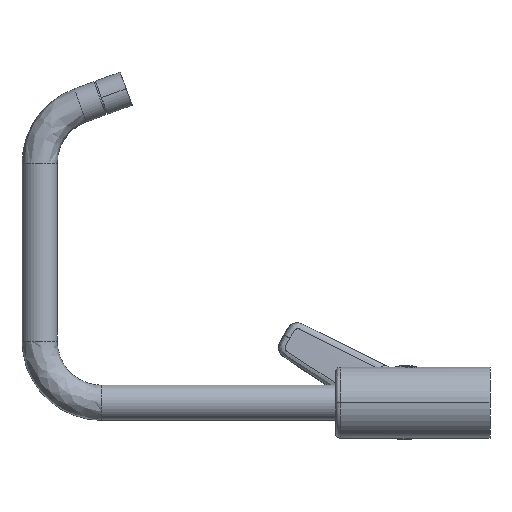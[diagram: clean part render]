
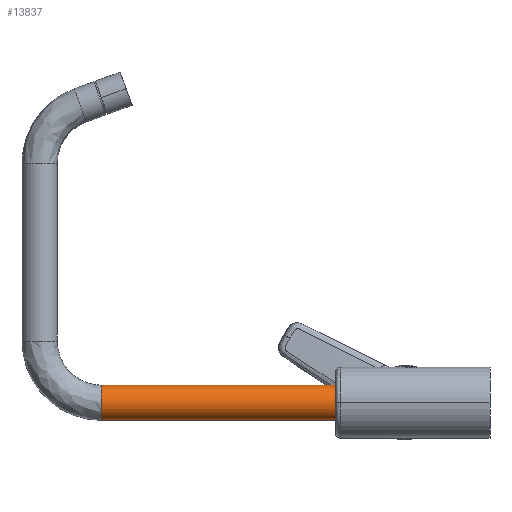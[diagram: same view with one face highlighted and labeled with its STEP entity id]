
A CAD part, left-side view. The second image highlights one B-rep face of the part: STEP entity #13837.
In plain terms, the highlighted cylindrical face has radius 11.4 mm (diameter 22.8 mm), a partial arc.
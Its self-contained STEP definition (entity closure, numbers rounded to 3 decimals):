
#810 = CARTESIAN_POINT ( 'NONE',  ( 0., 100., -11.372 ) ) ;
#1305 = VECTOR ( 'NONE', #15188, 1000. ) ;
#1312 = LINE ( 'NONE', #5318, #1305 ) ;
#4969 = ORIENTED_EDGE ( 'NONE', *, *, #8538, .F. ) ;
#5051 = CIRCLE ( 'NONE', #11645, 11.4 ) ;
#5095 = AXIS2_PLACEMENT_3D ( 'NONE', #7344, #15997, #15093 ) ;
#5318 = CARTESIAN_POINT ( 'NONE',  ( 0., 251.6, -11.372 ) ) ;
#5349 = ORIENTED_EDGE ( 'NONE', *, *, #13920, .T. ) ;
#5570 = EDGE_CURVE ( 'NONE', #6496, #15155, #1312, .T. ) ;
#5917 = CARTESIAN_POINT ( 'NONE',  ( 0., 251.6, 11.428 ) ) ;
#6496 = VERTEX_POINT ( 'NONE', #9087 ) ;
#6547 = CARTESIAN_POINT ( 'NONE',  ( 0., 251.6, 11.428 ) ) ;
#6977 = CYLINDRICAL_SURFACE ( 'NONE', #5095, 11.4 ) ;
#7344 = CARTESIAN_POINT ( 'NONE',  ( 0., 251.6, 0.028 ) ) ;
#8003 = CARTESIAN_POINT ( 'NONE',  ( 0., 251.6, 0.028 ) ) ;
#8081 = CARTESIAN_POINT ( 'NONE',  ( 0., 100., 0.028 ) ) ;
#8350 = AXIS2_PLACEMENT_3D ( 'NONE', #8081, #18199, #9505 ) ;
#8458 = EDGE_CURVE ( 'NONE', #15814, #6496, #5051, .T. ) ;
#8538 = EDGE_CURVE ( 'NONE', #15814, #14387, #12663, .T. ) ;
#9087 = CARTESIAN_POINT ( 'NONE',  ( 0., 251.6, -11.372 ) ) ;
#9427 = DIRECTION ( 'NONE',  ( 0., 0., -1. ) ) ;
#9505 = DIRECTION ( 'NONE',  ( -1., 0., 0. ) ) ;
#10427 = ORIENTED_EDGE ( 'NONE', *, *, #5570, .T. ) ;
#11645 = AXIS2_PLACEMENT_3D ( 'NONE', #8003, #18125, #9427 ) ;
#12663 = LINE ( 'NONE', #6547, #13768 ) ;
#12941 = EDGE_LOOP ( 'NONE', ( #4969, #14161, #10427, #5349 ) ) ;
#13768 = VECTOR ( 'NONE', #16670, 1000. ) ;
#13837 = ADVANCED_FACE ( 'NONE', ( #17154 ), #6977, .T. ) ;
#13920 = EDGE_CURVE ( 'NONE', #15155, #14387, #16378, .T. ) ;
#13983 = CARTESIAN_POINT ( 'NONE',  ( 0., 100., 11.428 ) ) ;
#14161 = ORIENTED_EDGE ( 'NONE', *, *, #8458, .T. ) ;
#14387 = VERTEX_POINT ( 'NONE', #13983 ) ;
#15093 = DIRECTION ( 'NONE',  ( 0., 0., -1. ) ) ;
#15155 = VERTEX_POINT ( 'NONE', #810 ) ;
#15188 = DIRECTION ( 'NONE',  ( 0., -1., 0. ) ) ;
#15814 = VERTEX_POINT ( 'NONE', #5917 ) ;
#15997 = DIRECTION ( 'NONE',  ( 0., -1., 0. ) ) ;
#16378 = CIRCLE ( 'NONE', #8350, 11.4 ) ;
#16670 = DIRECTION ( 'NONE',  ( 0., -1., 0. ) ) ;
#17154 = FACE_OUTER_BOUND ( 'NONE', #12941, .T. ) ;
#18125 = DIRECTION ( 'NONE',  ( 0., -1., 0. ) ) ;
#18199 = DIRECTION ( 'NONE',  ( 0., 1., 0. ) ) ;
